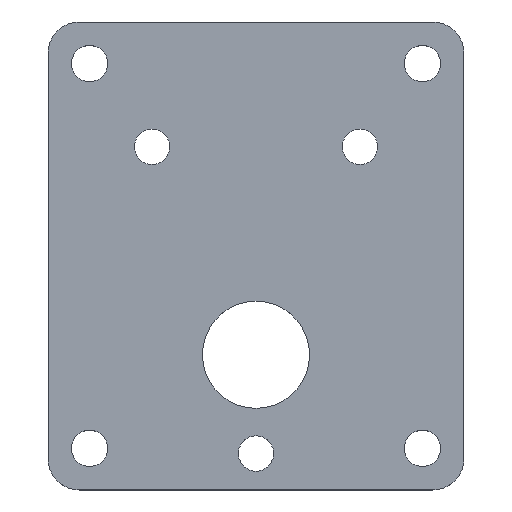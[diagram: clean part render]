
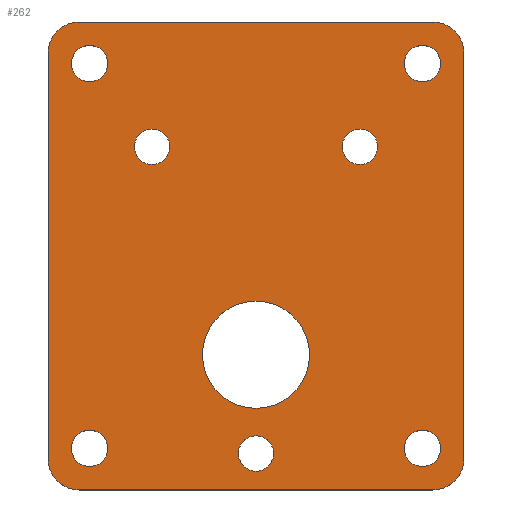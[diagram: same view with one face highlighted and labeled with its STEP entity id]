
A CAD part, top view. The second image highlights one B-rep face of the part: STEP entity #262.
In plain terms, the highlighted planar face has unit normal (0, 0, 1).
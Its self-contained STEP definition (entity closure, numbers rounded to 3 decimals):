
#32 = VERTEX_POINT('',#33);
#33 = CARTESIAN_POINT('',(-20.,19.5,4.));
#39 = EDGE_CURVE('',#32,#40,#42,.T.);
#40 = VERTEX_POINT('',#41);
#41 = CARTESIAN_POINT('',(-20.,-19.5,4.));
#42 = LINE('',#43,#44);
#43 = CARTESIAN_POINT('',(-20.,22.5,4.));
#44 = VECTOR('',#45,1.);
#45 = DIRECTION('',(0.,-1.,0.));
#218 = VERTEX_POINT('',#219);
#219 = CARTESIAN_POINT('',(-17.,22.5,4.));
#225 = EDGE_CURVE('',#32,#218,#226,.T.);
#226 = CIRCLE('',#227,3.);
#227 = AXIS2_PLACEMENT_3D('',#228,#229,#230);
#228 = CARTESIAN_POINT('',(-17.,19.5,4.));
#229 = DIRECTION('',(-0.,-0.,-1.));
#230 = DIRECTION('',(0.,-1.,0.));
#243 = VERTEX_POINT('',#244);
#244 = CARTESIAN_POINT('',(-17.,-22.5,4.));
#250 = EDGE_CURVE('',#40,#243,#251,.T.);
#251 = CIRCLE('',#252,3.);
#252 = AXIS2_PLACEMENT_3D('',#253,#254,#255);
#253 = CARTESIAN_POINT('',(-17.,-19.5,4.));
#254 = DIRECTION('',(-0.,0.,1.));
#255 = DIRECTION('',(0.,-1.,0.));
#262 = ADVANCED_FACE('',(#263,#308,#319,#330,#341,#352,#363,#374,#385),
  #396,.T.);
#263 = FACE_BOUND('',#264,.T.);
#264 = EDGE_LOOP('',(#265,#266,#267,#275,#284,#292,#301,#307));
#265 = ORIENTED_EDGE('',*,*,#39,.T.);
#266 = ORIENTED_EDGE('',*,*,#250,.T.);
#267 = ORIENTED_EDGE('',*,*,#268,.T.);
#268 = EDGE_CURVE('',#243,#269,#271,.T.);
#269 = VERTEX_POINT('',#270);
#270 = CARTESIAN_POINT('',(17.,-22.5,4.));
#271 = LINE('',#272,#273);
#272 = CARTESIAN_POINT('',(-20.,-22.5,4.));
#273 = VECTOR('',#274,1.);
#274 = DIRECTION('',(1.,0.,0.));
#275 = ORIENTED_EDGE('',*,*,#276,.T.);
#276 = EDGE_CURVE('',#269,#277,#279,.T.);
#277 = VERTEX_POINT('',#278);
#278 = CARTESIAN_POINT('',(20.,-19.5,4.));
#279 = CIRCLE('',#280,3.);
#280 = AXIS2_PLACEMENT_3D('',#281,#282,#283);
#281 = CARTESIAN_POINT('',(17.,-19.5,4.));
#282 = DIRECTION('',(-0.,0.,1.));
#283 = DIRECTION('',(0.,-1.,0.));
#284 = ORIENTED_EDGE('',*,*,#285,.T.);
#285 = EDGE_CURVE('',#277,#286,#288,.T.);
#286 = VERTEX_POINT('',#287);
#287 = CARTESIAN_POINT('',(20.,19.5,4.));
#288 = LINE('',#289,#290);
#289 = CARTESIAN_POINT('',(20.,-22.5,4.));
#290 = VECTOR('',#291,1.);
#291 = DIRECTION('',(0.,1.,0.));
#292 = ORIENTED_EDGE('',*,*,#293,.T.);
#293 = EDGE_CURVE('',#286,#294,#296,.T.);
#294 = VERTEX_POINT('',#295);
#295 = CARTESIAN_POINT('',(17.,22.5,4.));
#296 = CIRCLE('',#297,3.);
#297 = AXIS2_PLACEMENT_3D('',#298,#299,#300);
#298 = CARTESIAN_POINT('',(17.,19.5,4.));
#299 = DIRECTION('',(-0.,0.,1.));
#300 = DIRECTION('',(0.,-1.,0.));
#301 = ORIENTED_EDGE('',*,*,#302,.T.);
#302 = EDGE_CURVE('',#294,#218,#303,.T.);
#303 = LINE('',#304,#305);
#304 = CARTESIAN_POINT('',(20.,22.5,4.));
#305 = VECTOR('',#306,1.);
#306 = DIRECTION('',(-1.,0.,0.));
#307 = ORIENTED_EDGE('',*,*,#225,.F.);
#308 = FACE_BOUND('',#309,.T.);
#309 = EDGE_LOOP('',(#310));
#310 = ORIENTED_EDGE('',*,*,#311,.F.);
#311 = EDGE_CURVE('',#312,#312,#314,.T.);
#312 = VERTEX_POINT('',#313);
#313 = CARTESIAN_POINT('',(-14.25,-18.5,4.));
#314 = CIRCLE('',#315,1.75);
#315 = AXIS2_PLACEMENT_3D('',#316,#317,#318);
#316 = CARTESIAN_POINT('',(-16.,-18.5,4.));
#317 = DIRECTION('',(0.,0.,1.));
#318 = DIRECTION('',(1.,0.,0.));
#319 = FACE_BOUND('',#320,.T.);
#320 = EDGE_LOOP('',(#321));
#321 = ORIENTED_EDGE('',*,*,#322,.F.);
#322 = EDGE_CURVE('',#323,#323,#325,.T.);
#323 = VERTEX_POINT('',#324);
#324 = CARTESIAN_POINT('',(-1.7,-19.,4.));
#325 = CIRCLE('',#326,1.7);
#326 = AXIS2_PLACEMENT_3D('',#327,#328,#329);
#327 = CARTESIAN_POINT('',(0.,-19.,4.));
#328 = DIRECTION('',(0.,0.,1.));
#329 = DIRECTION('',(-1.,0.,0.));
#330 = FACE_BOUND('',#331,.T.);
#331 = EDGE_LOOP('',(#332));
#332 = ORIENTED_EDGE('',*,*,#333,.F.);
#333 = EDGE_CURVE('',#334,#334,#336,.T.);
#334 = VERTEX_POINT('',#335);
#335 = CARTESIAN_POINT('',(17.75,-18.5,4.));
#336 = CIRCLE('',#337,1.75);
#337 = AXIS2_PLACEMENT_3D('',#338,#339,#340);
#338 = CARTESIAN_POINT('',(16.,-18.5,4.));
#339 = DIRECTION('',(0.,0.,1.));
#340 = DIRECTION('',(1.,0.,0.));
#341 = FACE_BOUND('',#342,.T.);
#342 = EDGE_LOOP('',(#343));
#343 = ORIENTED_EDGE('',*,*,#344,.F.);
#344 = EDGE_CURVE('',#345,#345,#347,.T.);
#345 = VERTEX_POINT('',#346);
#346 = CARTESIAN_POINT('',(5.15,-9.5,4.));
#347 = CIRCLE('',#348,5.15);
#348 = AXIS2_PLACEMENT_3D('',#349,#350,#351);
#349 = CARTESIAN_POINT('',(0.,-9.5,4.));
#350 = DIRECTION('',(0.,0.,1.));
#351 = DIRECTION('',(1.,0.,0.));
#352 = FACE_BOUND('',#353,.T.);
#353 = EDGE_LOOP('',(#354));
#354 = ORIENTED_EDGE('',*,*,#355,.F.);
#355 = EDGE_CURVE('',#356,#356,#358,.T.);
#356 = VERTEX_POINT('',#357);
#357 = CARTESIAN_POINT('',(-11.7,10.5,4.));
#358 = CIRCLE('',#359,1.7);
#359 = AXIS2_PLACEMENT_3D('',#360,#361,#362);
#360 = CARTESIAN_POINT('',(-10.,10.5,4.));
#361 = DIRECTION('',(0.,0.,1.));
#362 = DIRECTION('',(-1.,0.,0.));
#363 = FACE_BOUND('',#364,.T.);
#364 = EDGE_LOOP('',(#365));
#365 = ORIENTED_EDGE('',*,*,#366,.F.);
#366 = EDGE_CURVE('',#367,#367,#369,.T.);
#367 = VERTEX_POINT('',#368);
#368 = CARTESIAN_POINT('',(-14.25,18.5,4.));
#369 = CIRCLE('',#370,1.75);
#370 = AXIS2_PLACEMENT_3D('',#371,#372,#373);
#371 = CARTESIAN_POINT('',(-16.,18.5,4.));
#372 = DIRECTION('',(0.,0.,1.));
#373 = DIRECTION('',(1.,0.,0.));
#374 = FACE_BOUND('',#375,.T.);
#375 = EDGE_LOOP('',(#376));
#376 = ORIENTED_EDGE('',*,*,#377,.F.);
#377 = EDGE_CURVE('',#378,#378,#380,.T.);
#378 = VERTEX_POINT('',#379);
#379 = CARTESIAN_POINT('',(8.3,10.5,4.));
#380 = CIRCLE('',#381,1.7);
#381 = AXIS2_PLACEMENT_3D('',#382,#383,#384);
#382 = CARTESIAN_POINT('',(10.,10.5,4.));
#383 = DIRECTION('',(0.,0.,1.));
#384 = DIRECTION('',(-1.,0.,0.));
#385 = FACE_BOUND('',#386,.T.);
#386 = EDGE_LOOP('',(#387));
#387 = ORIENTED_EDGE('',*,*,#388,.F.);
#388 = EDGE_CURVE('',#389,#389,#391,.T.);
#389 = VERTEX_POINT('',#390);
#390 = CARTESIAN_POINT('',(17.75,18.5,4.));
#391 = CIRCLE('',#392,1.75);
#392 = AXIS2_PLACEMENT_3D('',#393,#394,#395);
#393 = CARTESIAN_POINT('',(16.,18.5,4.));
#394 = DIRECTION('',(0.,0.,1.));
#395 = DIRECTION('',(1.,0.,0.));
#396 = PLANE('',#397);
#397 = AXIS2_PLACEMENT_3D('',#398,#399,#400);
#398 = CARTESIAN_POINT('',(0.,-0.921,4.));
#399 = DIRECTION('',(0.,0.,1.));
#400 = DIRECTION('',(1.,0.,0.));
